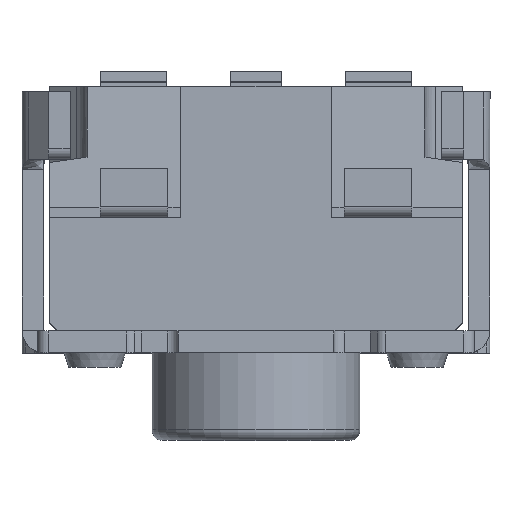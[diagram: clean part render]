
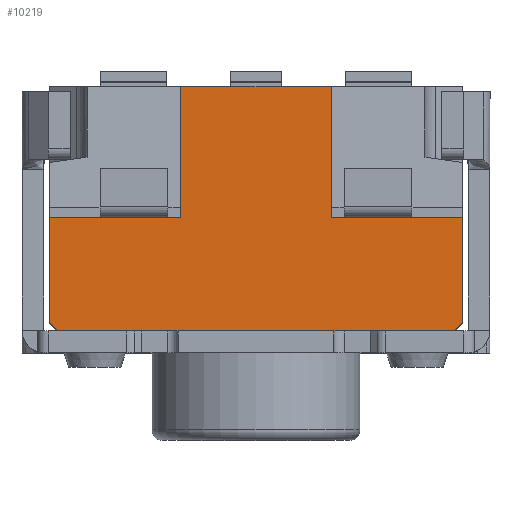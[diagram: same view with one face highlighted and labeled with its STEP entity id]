
A CAD part, top view. The second image highlights one B-rep face of the part: STEP entity #10219.
In plain terms, the highlighted face is planar.
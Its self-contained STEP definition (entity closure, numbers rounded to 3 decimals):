
#5363 = CARTESIAN_POINT ( 'NONE',  ( 1.241, 1.6, 0. ) ) ;
#5364 = DIRECTION ( 'NONE',  ( 0.707, 0., -0.707 ) ) ;
#5365 = VECTOR ( 'NONE', #5364, 1000. ) ;
#5366 = CARTESIAN_POINT ( 'NONE',  ( 2.128, 1.6, -0.223 ) ) ;
#5367 = LINE ( 'NONE', #5366, #5365 ) ;
#5397 = CARTESIAN_POINT ( 'NONE',  ( 1.985, 1.6, -1.09 ) ) ;
#5410 = CARTESIAN_POINT ( 'NONE',  ( 1.985, 1.6, -0.08 ) ) ;
#5411 = DIRECTION ( 'NONE',  ( 0., 0., 1. ) ) ;
#5412 = VECTOR ( 'NONE', #5411, 1000. ) ;
#5413 = CARTESIAN_POINT ( 'NONE',  ( 1.985, 1.6, -2.35 ) ) ;
#5414 = LINE ( 'NONE', #5413, #5412 ) ;
#5473 = DIRECTION ( 'NONE',  ( -1., 0., 0. ) ) ;
#5474 = VECTOR ( 'NONE', #5473, 1000. ) ;
#5475 = CARTESIAN_POINT ( 'NONE',  ( 1.241, 1.6, 0. ) ) ;
#5476 = LINE ( 'NONE', #5475, #5474 ) ;
#5477 = DIRECTION ( 'NONE',  ( 0., 0., -1. ) ) ;
#5478 = DIRECTION ( 'NONE',  ( 0., -1., 0. ) ) ;
#5479 = CARTESIAN_POINT ( 'NONE',  ( 1.241, 1.6, 0.21 ) ) ;
#5480 = AXIS2_PLACEMENT_3D ( 'NONE', #5479, #5478, #5477 ) ;
#5481 = PLANE ( 'NONE',  #5480 ) ;
#5482 = FACE_OUTER_BOUND ( 'NONE', #10251, .T. ) ;
#5497 = CARTESIAN_POINT ( 'NONE',  ( 0.725, 1.6, -1.09 ) ) ;
#5498 = DIRECTION ( 'NONE',  ( 1., 0., 0. ) ) ;
#5499 = VECTOR ( 'NONE', #5498, 1000. ) ;
#5500 = CARTESIAN_POINT ( 'NONE',  ( 0.725, 1.6, -1.09 ) ) ;
#5501 = LINE ( 'NONE', #5500, #5499 ) ;
#5548 = CARTESIAN_POINT ( 'NONE',  ( 1.905, 1.6, 0. ) ) ;
#5574 = DIRECTION ( 'NONE',  ( -1., 0., 0. ) ) ;
#5575 = VECTOR ( 'NONE', #5574, 1000. ) ;
#5576 = CARTESIAN_POINT ( 'NONE',  ( -0.725, 1.6, -1.09 ) ) ;
#5577 = LINE ( 'NONE', #5576, #5575 ) ;
#5578 = DIRECTION ( 'NONE',  ( -1., 0., 0. ) ) ;
#5579 = VECTOR ( 'NONE', #5578, 1000. ) ;
#5580 = CARTESIAN_POINT ( 'NONE',  ( 0., 1.6, -2.35 ) ) ;
#5581 = LINE ( 'NONE', #5580, #5579 ) ;
#5582 = CARTESIAN_POINT ( 'NONE',  ( -1.985, 1.6, -1.09 ) ) ;
#5583 = CARTESIAN_POINT ( 'NONE',  ( -1.985, 1.6, -0.08 ) ) ;
#5584 = CARTESIAN_POINT ( 'NONE',  ( -0.725, 1.6, -1.09 ) ) ;
#5585 = DIRECTION ( 'NONE',  ( -0.707, 0., -0.707 ) ) ;
#5586 = VECTOR ( 'NONE', #5585, 1000. ) ;
#5587 = CARTESIAN_POINT ( 'NONE',  ( -2.128, 1.6, -0.223 ) ) ;
#5588 = LINE ( 'NONE', #5587, #5586 ) ;
#5607 = DIRECTION ( 'NONE',  ( 0., 0., 1. ) ) ;
#5608 = VECTOR ( 'NONE', #5607, 1000. ) ;
#5609 = CARTESIAN_POINT ( 'NONE',  ( -1.985, 1.6, -2.35 ) ) ;
#5610 = LINE ( 'NONE', #5609, #5608 ) ;
#5725 = DIRECTION ( 'NONE',  ( -1., 0., 0. ) ) ;
#5726 = VECTOR ( 'NONE', #5725, 1000. ) ;
#5727 = CARTESIAN_POINT ( 'NONE',  ( 0., 1.6, 0. ) ) ;
#5728 = LINE ( 'NONE', #5727, #5726 ) ;
#5760 = DIRECTION ( 'NONE',  ( 0., 0., 1. ) ) ;
#5761 = VECTOR ( 'NONE', #5760, 1000. ) ;
#5762 = CARTESIAN_POINT ( 'NONE',  ( 0.725, 1.6, -2.35 ) ) ;
#5763 = LINE ( 'NONE', #5762, #5761 ) ;
#5764 = DIRECTION ( 'NONE',  ( 0., 0., 1. ) ) ;
#5765 = VECTOR ( 'NONE', #5764, 1000. ) ;
#5766 = CARTESIAN_POINT ( 'NONE',  ( -0.725, 1.6, -2.35 ) ) ;
#5767 = LINE ( 'NONE', #5766, #5765 ) ;
#5768 = CARTESIAN_POINT ( 'NONE',  ( -1.241, 1.6, 0. ) ) ;
#5769 = DIRECTION ( 'NONE',  ( -1., 0., 0. ) ) ;
#5770 = VECTOR ( 'NONE', #5769, 1000. ) ;
#5771 = CARTESIAN_POINT ( 'NONE',  ( 1.241, 1.6, 0. ) ) ;
#5772 = LINE ( 'NONE', #5771, #5770 ) ;
#5773 = CARTESIAN_POINT ( 'NONE',  ( -0.75, 1.6, 0. ) ) ;
#5774 = DIRECTION ( 'NONE',  ( -1., 0., 0. ) ) ;
#5775 = VECTOR ( 'NONE', #5774, 1000. ) ;
#5776 = CARTESIAN_POINT ( 'NONE',  ( 0., 1.6, 0. ) ) ;
#5777 = LINE ( 'NONE', #5776, #5775 ) ;
#5778 = CARTESIAN_POINT ( 'NONE',  ( -1.905, 1.6, 0. ) ) ;
#5779 = CARTESIAN_POINT ( 'NONE',  ( 0.725, 1.6, -2.35 ) ) ;
#5780 = CARTESIAN_POINT ( 'NONE',  ( 0.75, 1.6, 0. ) ) ;
#5781 = DIRECTION ( 'NONE',  ( -1., 0., 0. ) ) ;
#5782 = VECTOR ( 'NONE', #5781, 1000. ) ;
#5783 = CARTESIAN_POINT ( 'NONE',  ( 0., 1.6, 0. ) ) ;
#5784 = LINE ( 'NONE', #5783, #5782 ) ;
#5785 = CARTESIAN_POINT ( 'NONE',  ( -0.725, 1.6, -2.35 ) ) ;
#9803 = ORIENTED_EDGE ( 'NONE', *, *, #10353, .F. ) ;
#10166 = EDGE_CURVE ( 'NONE', #10258, #10201, #5367, .T. ) ;
#10169 = VERTEX_POINT ( 'NONE', #5363 ) ;
#10178 = VERTEX_POINT ( 'NONE', #5397 ) ;
#10195 = ORIENTED_EDGE ( 'NONE', *, *, #10196, .F. ) ;
#10196 = EDGE_CURVE ( 'NONE', #10178, #10201, #5414, .T. ) ;
#10197 = ORIENTED_EDGE ( 'NONE', *, *, #10246, .F. ) ;
#10201 = VERTEX_POINT ( 'NONE', #5410 ) ;
#10205 = ORIENTED_EDGE ( 'NONE', *, *, #10166, .T. ) ;
#10219 = ADVANCED_FACE ( 'NONE', ( #5482 ), #5481, .F. ) ;
#10221 = EDGE_CURVE ( 'NONE', #10258, #10169, #5476, .T. ) ;
#10223 = ORIENTED_EDGE ( 'NONE', *, *, #10221, .F. ) ;
#10246 = EDGE_CURVE ( 'NONE', #10247, #10178, #5501, .T. ) ;
#10247 = VERTEX_POINT ( 'NONE', #5497 ) ;
#10251 = EDGE_LOOP ( 'NONE', ( #10223, #10205, #10195, #10197, #9803, #10277, #10352, #10273, #10282, #10271, #10348, #10345, #10340, #10325 ) ) ;
#10258 = VERTEX_POINT ( 'NONE', #5548 ) ;
#10271 = ORIENTED_EDGE ( 'NONE', *, *, #10272, .F. ) ;
#10272 = EDGE_CURVE ( 'NONE', #10344, #10275, #5588, .T. ) ;
#10273 = ORIENTED_EDGE ( 'NONE', *, *, #10280, .T. ) ;
#10274 = VERTEX_POINT ( 'NONE', #5584 ) ;
#10275 = VERTEX_POINT ( 'NONE', #5583 ) ;
#10276 = VERTEX_POINT ( 'NONE', #5582 ) ;
#10277 = ORIENTED_EDGE ( 'NONE', *, *, #10278, .T. ) ;
#10278 = EDGE_CURVE ( 'NONE', #10343, #10339, #5581, .T. ) ;
#10280 = EDGE_CURVE ( 'NONE', #10274, #10276, #5577, .T. ) ;
#10282 = ORIENTED_EDGE ( 'NONE', *, *, #10285, .T. ) ;
#10285 = EDGE_CURVE ( 'NONE', #10276, #10275, #5610, .T. ) ;
#10325 = ORIENTED_EDGE ( 'NONE', *, *, #10326, .F. ) ;
#10326 = EDGE_CURVE ( 'NONE', #10169, #10342, #5728, .T. ) ;
#10339 = VERTEX_POINT ( 'NONE', #5785 ) ;
#10340 = ORIENTED_EDGE ( 'NONE', *, *, #10341, .F. ) ;
#10341 = EDGE_CURVE ( 'NONE', #10342, #10347, #5784, .T. ) ;
#10342 = VERTEX_POINT ( 'NONE', #5780 ) ;
#10343 = VERTEX_POINT ( 'NONE', #5779 ) ;
#10344 = VERTEX_POINT ( 'NONE', #5778 ) ;
#10345 = ORIENTED_EDGE ( 'NONE', *, *, #10346, .F. ) ;
#10346 = EDGE_CURVE ( 'NONE', #10347, #10350, #5777, .T. ) ;
#10347 = VERTEX_POINT ( 'NONE', #5773 ) ;
#10348 = ORIENTED_EDGE ( 'NONE', *, *, #10349, .F. ) ;
#10349 = EDGE_CURVE ( 'NONE', #10350, #10344, #5772, .T. ) ;
#10350 = VERTEX_POINT ( 'NONE', #5768 ) ;
#10351 = EDGE_CURVE ( 'NONE', #10339, #10274, #5767, .T. ) ;
#10352 = ORIENTED_EDGE ( 'NONE', *, *, #10351, .T. ) ;
#10353 = EDGE_CURVE ( 'NONE', #10343, #10247, #5763, .T. ) ;
